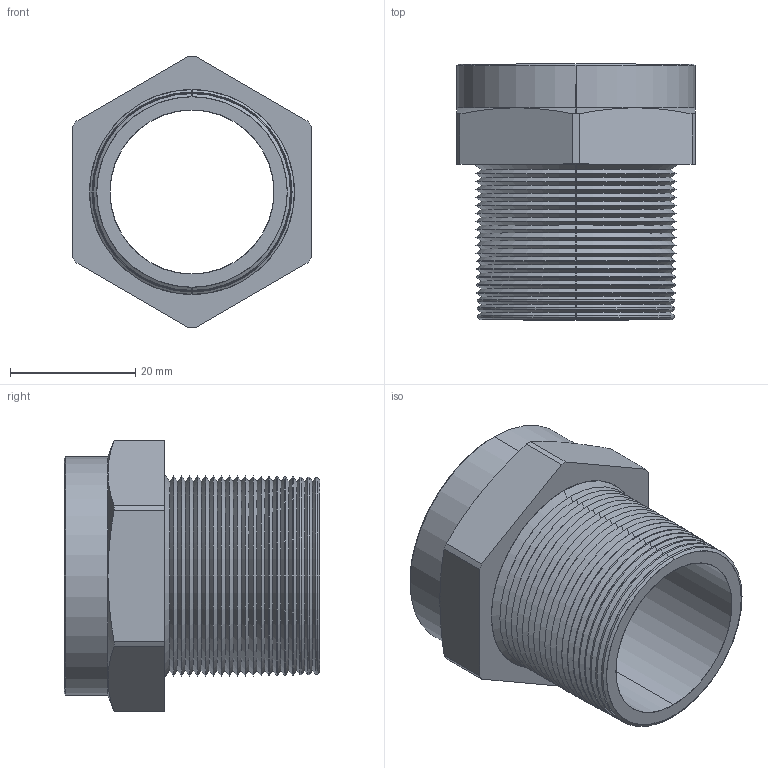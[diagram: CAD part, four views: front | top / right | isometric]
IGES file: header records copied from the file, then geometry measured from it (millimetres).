
Start section: SolidWorks IGES file using analytic representation for surfaces
Global section: file name: AT-1032-BR.IGS; native system: SolidWorks 2008; preprocessor: SolidWorks 2008; author: BSI-001; date: 060315.122533; units: inch
Bounding box: 38.1 x 40.89 x 43.43 mm (x, y, z)
Surface area: 12016.3 mm2 (no closed solid volume)
Topology: 0 solids, 0 shells, 159 faces, 1228 edges, 1228 vertices
Faces by surface type: revolution 148, bspline 11
